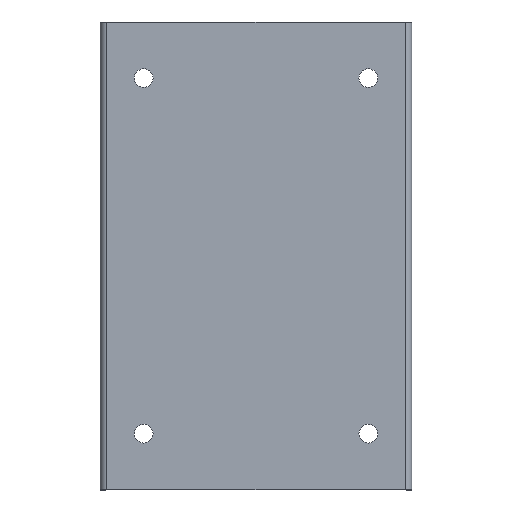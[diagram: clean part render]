
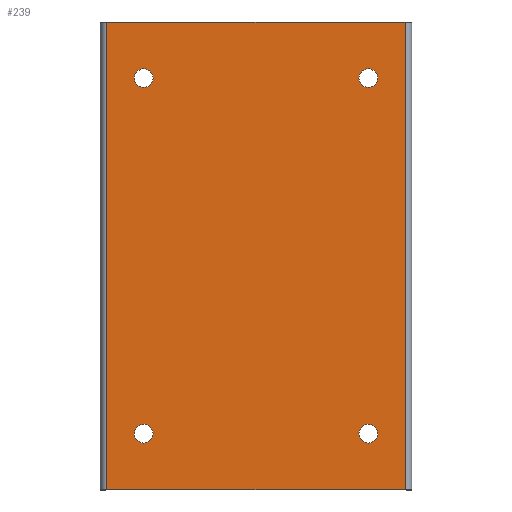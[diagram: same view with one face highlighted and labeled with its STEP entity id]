
A CAD part, top view. The second image highlights one B-rep face of the part: STEP entity #239.
In plain terms, the highlighted planar face has unit normal (0, 0, 1).
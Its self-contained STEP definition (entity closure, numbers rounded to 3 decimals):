
#15 = ORIENTED_EDGE ( 'NONE', *, *, #706, .T. ) ;
#36 = CIRCLE ( 'NONE', #306, 5. ) ;
#40 = CIRCLE ( 'NONE', #309, 5. ) ;
#41 = CIRCLE ( 'NONE', #323, 5. ) ;
#43 = VECTOR ( 'NONE', #125, 1000. ) ;
#47 = DIRECTION ( 'NONE',  ( 0., 0., -1. ) ) ;
#64 = DIRECTION ( 'NONE',  ( 1., 0., 0. ) ) ;
#67 = VECTOR ( 'NONE', #440, 1000. ) ;
#68 = LINE ( 'NONE', #189, #43 ) ;
#81 = VECTOR ( 'NONE', #583, 1000. ) ;
#86 = LINE ( 'NONE', #587, #793 ) ;
#99 = CIRCLE ( 'NONE', #345, 5. ) ;
#113 = LINE ( 'NONE', #452, #81 ) ;
#125 = DIRECTION ( 'NONE',  ( 0., 1., 0. ) ) ;
#138 = DIRECTION ( 'NONE',  ( 1., 0., 0. ) ) ;
#140 = DIRECTION ( 'NONE',  ( 0., 0., 1. ) ) ;
#141 = CARTESIAN_POINT ( 'NONE',  ( -60., -95., 3. ) ) ;
#174 = CARTESIAN_POINT ( 'NONE',  ( -60., -95., 3. ) ) ;
#175 = CIRCLE ( 'NONE', #364, 5. ) ;
#183 = CARTESIAN_POINT ( 'NONE',  ( 79.65, -125., 3. ) ) ;
#186 = DIRECTION ( 'NONE',  ( -1., 0., 0. ) ) ;
#189 = CARTESIAN_POINT ( 'NONE',  ( 79.65, 125., 3. ) ) ;
#190 = DIRECTION ( 'NONE',  ( 0., 0., -1. ) ) ;
#191 = CARTESIAN_POINT ( 'NONE',  ( 60., -95., 3. ) ) ;
#197 = CIRCLE ( 'NONE', #356, 5. ) ;
#210 = CARTESIAN_POINT ( 'NONE',  ( -79.65, 125., 3. ) ) ;
#216 = CARTESIAN_POINT ( 'NONE',  ( -55., 95., 3. ) ) ;
#239 = ADVANCED_FACE ( 'NONE', ( #391, #478, #445, #448, #447 ), #791, .T. ) ;
#240 = DIRECTION ( 'NONE',  ( -1., 0., 0. ) ) ;
#242 = DIRECTION ( 'NONE',  ( 0., 0., 1. ) ) ;
#245 = CARTESIAN_POINT ( 'NONE',  ( 65., 95., 3. ) ) ;
#246 = CARTESIAN_POINT ( 'NONE',  ( 60., 95., 3. ) ) ;
#258 = CARTESIAN_POINT ( 'NONE',  ( 79.65, 125., 3. ) ) ;
#275 = CARTESIAN_POINT ( 'NONE',  ( -79.65, -125., 3. ) ) ;
#306 = AXIS2_PLACEMENT_3D ( 'NONE', #878, #866, #826 ) ;
#309 = AXIS2_PLACEMENT_3D ( 'NONE', #907, #905, #903 ) ;
#323 = AXIS2_PLACEMENT_3D ( 'NONE', #174, #921, #914 ) ;
#337 = AXIS2_PLACEMENT_3D ( 'NONE', #872, #47, #64 ) ;
#345 = AXIS2_PLACEMENT_3D ( 'NONE', #894, #672, #710 ) ;
#356 = AXIS2_PLACEMENT_3D ( 'NONE', #141, #140, #138 ) ;
#364 = AXIS2_PLACEMENT_3D ( 'NONE', #191, #190, #186 ) ;
#370 = AXIS2_PLACEMENT_3D ( 'NONE', #246, #242, #240 ) ;
#376 = CARTESIAN_POINT ( 'NONE',  ( -80.25, -125., 3. ) ) ;
#391 = FACE_BOUND ( 'NONE', #560, .T. ) ;
#432 = CARTESIAN_POINT ( 'NONE',  ( -65., -95., 3. ) ) ;
#440 = DIRECTION ( 'NONE',  ( -1., 0., 0. ) ) ;
#445 = FACE_BOUND ( 'NONE', #588, .T. ) ;
#447 = FACE_BOUND ( 'NONE', #580, .T. ) ;
#448 = FACE_BOUND ( 'NONE', #570, .T. ) ;
#449 = CARTESIAN_POINT ( 'NONE',  ( 55., -95., 3. ) ) ;
#452 = CARTESIAN_POINT ( 'NONE',  ( -80.25, 125., 3. ) ) ;
#460 = CIRCLE ( 'NONE', #370, 5. ) ;
#475 = AXIS2_PLACEMENT_3D ( 'NONE', #784, #801, #779 ) ;
#478 = FACE_OUTER_BOUND ( 'NONE', #600, .T. ) ;
#550 = ORIENTED_EDGE ( 'NONE', *, *, #674, .T. ) ;
#551 = ORIENTED_EDGE ( 'NONE', *, *, #683, .T. ) ;
#554 = ORIENTED_EDGE ( 'NONE', *, *, #696, .F. ) ;
#556 = EDGE_CURVE ( 'NONE', #759, #888, #460, .T. ) ;
#560 = EDGE_LOOP ( 'NONE', ( #880, #550 ) ) ;
#570 = EDGE_LOOP ( 'NONE', ( #610, #585 ) ) ;
#580 = EDGE_LOOP ( 'NONE', ( #746, #15 ) ) ;
#583 = DIRECTION ( 'NONE',  ( -1., 0., 0. ) ) ;
#584 = ORIENTED_EDGE ( 'NONE', *, *, #687, .F. ) ;
#585 = ORIENTED_EDGE ( 'NONE', *, *, #556, .F. ) ;
#587 = CARTESIAN_POINT ( 'NONE',  ( -79.65, -125., 3. ) ) ;
#588 = EDGE_LOOP ( 'NONE', ( #554, #607 ) ) ;
#600 = EDGE_LOOP ( 'NONE', ( #707, #551, #584, #605 ) ) ;
#605 = ORIENTED_EDGE ( 'NONE', *, *, #688, .T. ) ;
#607 = ORIENTED_EDGE ( 'NONE', *, *, #624, .F. ) ;
#610 = ORIENTED_EDGE ( 'NONE', *, *, #700, .F. ) ;
#612 = EDGE_CURVE ( 'NONE', #755, #800, #175, .T. ) ;
#615 = VERTEX_POINT ( 'NONE', #183 ) ;
#624 = EDGE_CURVE ( 'NONE', #812, #760, #197, .T. ) ;
#660 = CARTESIAN_POINT ( 'NONE',  ( -55., -95., 3. ) ) ;
#672 = DIRECTION ( 'NONE',  ( 0., 0., -1. ) ) ;
#674 = EDGE_CURVE ( 'NONE', #800, #755, #99, .T. ) ;
#680 = EDGE_CURVE ( 'NONE', #886, #926, #113, .T. ) ;
#683 = EDGE_CURVE ( 'NONE', #926, #876, #86, .T. ) ;
#687 = EDGE_CURVE ( 'NONE', #615, #876, #790, .T. ) ;
#688 = EDGE_CURVE ( 'NONE', #615, #886, #68, .T. ) ;
#690 = CARTESIAN_POINT ( 'NONE',  ( 55., 95., 3. ) ) ;
#693 = EDGE_CURVE ( 'NONE', #919, #751, #792, .T. ) ;
#696 = EDGE_CURVE ( 'NONE', #760, #812, #41, .T. ) ;
#700 = EDGE_CURVE ( 'NONE', #888, #759, #40, .T. ) ;
#706 = EDGE_CURVE ( 'NONE', #751, #919, #36, .T. ) ;
#707 = ORIENTED_EDGE ( 'NONE', *, *, #680, .T. ) ;
#710 = DIRECTION ( 'NONE',  ( -1., 0., 0. ) ) ;
#719 = CARTESIAN_POINT ( 'NONE',  ( 65., -95., 3. ) ) ;
#740 = CARTESIAN_POINT ( 'NONE',  ( -65., 95., 3. ) ) ;
#746 = ORIENTED_EDGE ( 'NONE', *, *, #693, .T. ) ;
#751 = VERTEX_POINT ( 'NONE', #740 ) ;
#755 = VERTEX_POINT ( 'NONE', #719 ) ;
#759 = VERTEX_POINT ( 'NONE', #690 ) ;
#760 = VERTEX_POINT ( 'NONE', #660 ) ;
#779 = DIRECTION ( 'NONE',  ( 1., 0., 0. ) ) ;
#784 = CARTESIAN_POINT ( 'NONE',  ( -80.25, 125., 3. ) ) ;
#788 = DIRECTION ( 'NONE',  ( 0., -1., 0. ) ) ;
#790 = LINE ( 'NONE', #376, #67 ) ;
#791 = PLANE ( 'NONE',  #475 ) ;
#792 = CIRCLE ( 'NONE', #337, 5. ) ;
#793 = VECTOR ( 'NONE', #788, 1000. ) ;
#800 = VERTEX_POINT ( 'NONE', #449 ) ;
#801 = DIRECTION ( 'NONE',  ( 0., 0., 1. ) ) ;
#812 = VERTEX_POINT ( 'NONE', #432 ) ;
#826 = DIRECTION ( 'NONE',  ( 1., 0., 0. ) ) ;
#866 = DIRECTION ( 'NONE',  ( 0., 0., -1. ) ) ;
#872 = CARTESIAN_POINT ( 'NONE',  ( -60., 95., 3. ) ) ;
#876 = VERTEX_POINT ( 'NONE', #275 ) ;
#878 = CARTESIAN_POINT ( 'NONE',  ( -60., 95., 3. ) ) ;
#880 = ORIENTED_EDGE ( 'NONE', *, *, #612, .T. ) ;
#886 = VERTEX_POINT ( 'NONE', #258 ) ;
#888 = VERTEX_POINT ( 'NONE', #245 ) ;
#894 = CARTESIAN_POINT ( 'NONE',  ( 60., -95., 3. ) ) ;
#903 = DIRECTION ( 'NONE',  ( -1., 0., 0. ) ) ;
#905 = DIRECTION ( 'NONE',  ( 0., 0., 1. ) ) ;
#907 = CARTESIAN_POINT ( 'NONE',  ( 60., 95., 3. ) ) ;
#914 = DIRECTION ( 'NONE',  ( 1., 0., 0. ) ) ;
#919 = VERTEX_POINT ( 'NONE', #216 ) ;
#921 = DIRECTION ( 'NONE',  ( 0., 0., 1. ) ) ;
#926 = VERTEX_POINT ( 'NONE', #210 ) ;
